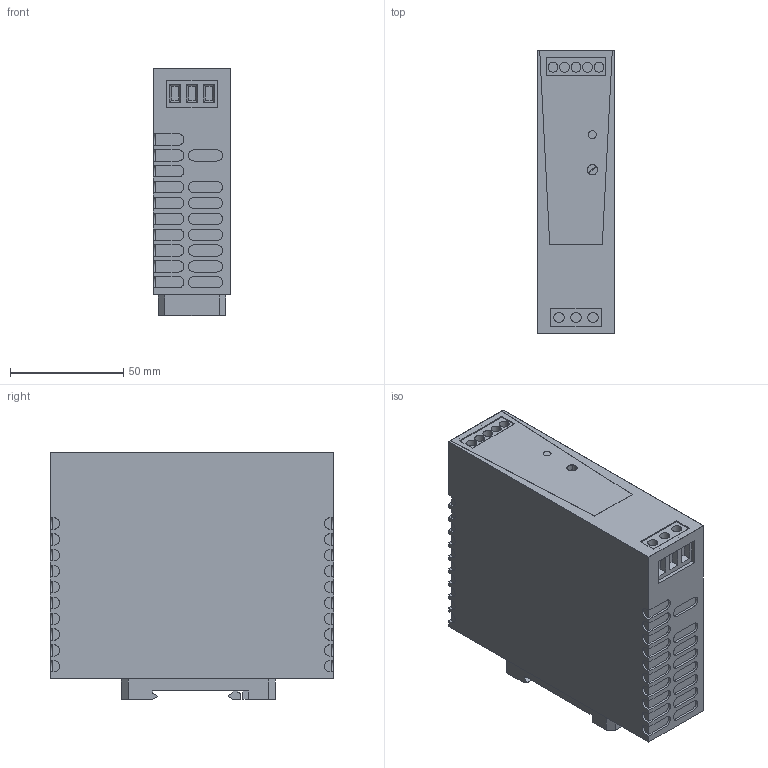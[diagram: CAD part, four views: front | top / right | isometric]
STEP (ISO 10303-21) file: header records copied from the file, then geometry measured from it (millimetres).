
FILE_DESCRIPTION(('CATIA V5 STEP Exchange','CAx-IF Rec.Pracs.--- Model Styling and Organization---1.4--- 2014-01-23'),'2;1');
FILE_NAME ('6513896_4_1469470000_S3D_PRO_ECO_72W_XXX.stp','2019-06-13T12:10:52+00:00',('none'),('Weidmueller'),'CATIA Version 5-6 Release 2016 SP3 HF44','CATIA V5 STEP AP214','none');
FILE_SCHEMA(('AUTOMOTIVE_DESIGN { 1 0 10303 214 1 1 1 1 }'));
Length unit declared in the file: millimetre
Products named in the file (1): 1469470000
Bounding box: 34 x 125 x 109.1 mm (x, y, z)
Volume: 434273 mm3; surface area: 60824.7 mm2
Topology: 8 solids, 8 shells, 379 faces, 984 edges, 656 vertices
Faces by surface type: plane 277, cylinder 102
Entity records: 12198 total; most frequent: CARTESIAN_POINT 2628, ORIENTED_EDGE 1968, DIRECTION 1642, EDGE_CURVE 984, VECTOR 776, LINE 776, VERTEX_POINT 656, AXIS2_PLACEMENT_3D 524
